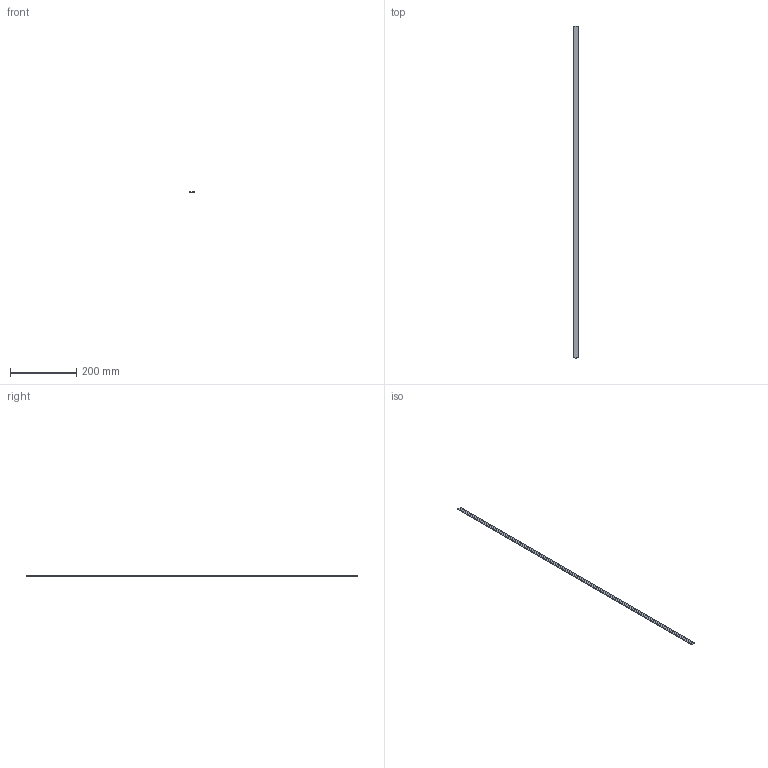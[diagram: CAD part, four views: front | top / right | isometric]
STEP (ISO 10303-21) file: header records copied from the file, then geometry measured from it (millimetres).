
FILE_DESCRIPTION(/* description */ ('Unknown'),/* implementation_level */ '2;1');
FILE_NAME(/* name */ '302130199',/* time_stamp */ '2024-09-19T13:27:48+08:00',/* author */ ('Unknown'),/* organization */ ('Unknown'),/* preprocessor_version */ 'ST-DEVELOPER v19.4',/* originating_system */ 'Solid Edge',/* authorisation */ 'Unknown');
FILE_SCHEMA (('AUTOMOTIVE_DESIGN {1 0 10303 214 3 1 1}'));
Length unit declared in the file: millimetre
Products named in the file (5): 302130199; Glue; NiCu-woven; Foam; RleaseTape
Assembly tree (4 placements, depth 2):
  302130199
    Glue
    NiCu-woven
    Foam
    RleaseTape
Bounding box: 13 x 1000 x 1.2 mm (x, y, z)
Volume: 13965.7 mm3; surface area: 102141.2 mm2
Topology: 4 solids, 4 shells, 40 faces, 96 edges, 64 vertices
Faces by surface type: plane 28, cylinder 12
Entity records: 1301 total; most frequent: DIRECTION 210, CARTESIAN_POINT 205, ORIENTED_EDGE 192, EDGE_CURVE 96, LINE 72, VECTOR 72, AXIS2_PLACEMENT_3D 69, VERTEX_POINT 64
